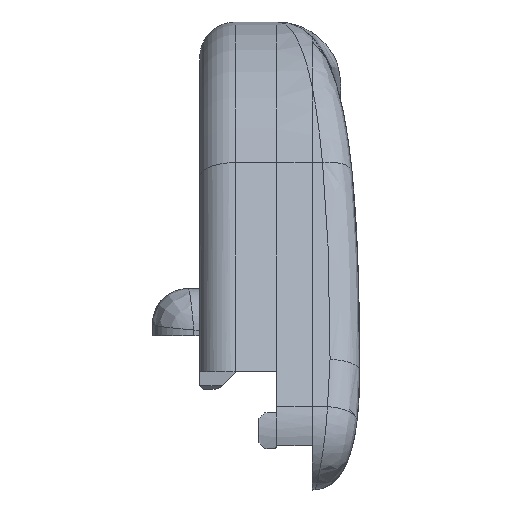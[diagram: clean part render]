
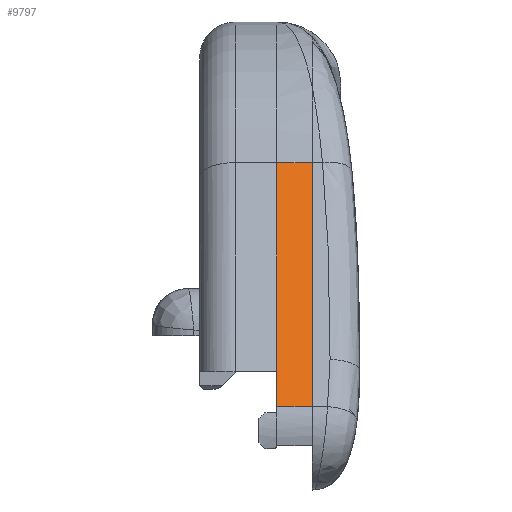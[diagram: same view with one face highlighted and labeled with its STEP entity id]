
A CAD part, front view. The second image highlights one B-rep face of the part: STEP entity #9797.
In plain terms, the highlighted planar face has unit normal (0, -0.913, 0.407).
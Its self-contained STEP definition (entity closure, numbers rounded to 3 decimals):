
#8494 = PLANE('',#8495);
#8495 = AXIS2_PLACEMENT_3D('',#8496,#8497,#8498);
#8496 = CARTESIAN_POINT('',(16.,-269.462,20.));
#8497 = DIRECTION('',(-1.,0.,0.));
#8498 = DIRECTION('',(0.,0.,-1.));
#8862 = EDGE_CURVE('',#8863,#8865,#8867,.T.);
#8863 = VERTEX_POINT('',#8864);
#8864 = CARTESIAN_POINT('',(16.,-159.745,20.));
#8865 = VERTEX_POINT('',#8866);
#8866 = CARTESIAN_POINT('',(16.,-162.386,14.067));
#8867 = SURFACE_CURVE('',#8868,(#8872,#8879),.PCURVE_S1.);
#8868 = LINE('',#8869,#8870);
#8869 = CARTESIAN_POINT('',(16.,-160.969,17.251));
#8870 = VECTOR('',#8871,1.);
#8871 = DIRECTION('',(0.,-0.407,-0.914));
#8872 = PCURVE('',#8494,#8873);
#8873 = DEFINITIONAL_REPRESENTATION('',(#8874),#8878);
#8874 = LINE('',#8875,#8876);
#8875 = CARTESIAN_POINT('',(2.749,-108.494));
#8876 = VECTOR('',#8877,1.);
#8877 = DIRECTION('',(0.914,0.407));
#8878 = ( GEOMETRIC_REPRESENTATION_CONTEXT(2) 
PARAMETRIC_REPRESENTATION_CONTEXT() REPRESENTATION_CONTEXT('2D SPACE',''
  ) );
#8879 = PCURVE('',#8880,#8885);
#8880 = PLANE('',#8881);
#8881 = AXIS2_PLACEMENT_3D('',#8882,#8883,#8884);
#8882 = CARTESIAN_POINT('',(30.,-144.042,55.269));
#8883 = DIRECTION('',(0.,-0.914,0.407));
#8884 = DIRECTION('',(0.,-0.407,-0.914));
#8885 = DEFINITIONAL_REPRESENTATION('',(#8886),#8890);
#8886 = LINE('',#8887,#8888);
#8887 = CARTESIAN_POINT('',(41.617,-14.));
#8888 = VECTOR('',#8889,1.);
#8889 = DIRECTION('',(1.,0.));
#8890 = ( GEOMETRIC_REPRESENTATION_CONTEXT(2) 
PARAMETRIC_REPRESENTATION_CONTEXT() REPRESENTATION_CONTEXT('2D SPACE',''
  ) );
#8908 = PLANE('',#8909);
#8909 = AXIS2_PLACEMENT_3D('',#8910,#8911,#8912);
#8910 = CARTESIAN_POINT('',(16.,-180.,-37.));
#8911 = DIRECTION('',(-1.,0.,0.));
#8912 = DIRECTION('',(0.,0.,1.));
#9597 = CYLINDRICAL_SURFACE('',#9598,10.);
#9598 = AXIS2_PLACEMENT_3D('',#9599,#9600,#9601);
#9599 = CARTESIAN_POINT('',(30.,-153.251,10.));
#9600 = DIRECTION('',(1.,0.,0.));
#9601 = DIRECTION('',(0.,-1.,0.));
#9786 = PLANE('',#9787);
#9787 = AXIS2_PLACEMENT_3D('',#9788,#9789,#9790);
#9788 = CARTESIAN_POINT('',(22.,-180.,-37.));
#9789 = DIRECTION('',(-1.,0.,0.));
#9790 = DIRECTION('',(0.,0.,1.));
#9797 = ADVANCED_FACE('',(#9798),#8880,.T.);
#9798 = FACE_BOUND('',#9799,.T.);
#9799 = EDGE_LOOP('',(#9800,#9830,#9851,#9852,#9875));
#9800 = ORIENTED_EDGE('',*,*,#9801,.T.);
#9801 = EDGE_CURVE('',#9802,#9804,#9806,.T.);
#9802 = VERTEX_POINT('',#9803);
#9803 = CARTESIAN_POINT('',(22.,-144.042,55.269));
#9804 = VERTEX_POINT('',#9805);
#9805 = CARTESIAN_POINT('',(16.,-144.042,55.269));
#9806 = SURFACE_CURVE('',#9807,(#9811,#9818),.PCURVE_S1.);
#9807 = LINE('',#9808,#9809);
#9808 = CARTESIAN_POINT('',(30.,-144.042,55.269));
#9809 = VECTOR('',#9810,1.);
#9810 = DIRECTION('',(-1.,0.,0.));
#9811 = PCURVE('',#8880,#9812);
#9812 = DEFINITIONAL_REPRESENTATION('',(#9813),#9817);
#9813 = LINE('',#9814,#9815);
#9814 = CARTESIAN_POINT('',(0.,0.));
#9815 = VECTOR('',#9816,1.);
#9816 = DIRECTION('',(-0.,-1.));
#9817 = ( GEOMETRIC_REPRESENTATION_CONTEXT(2) 
PARAMETRIC_REPRESENTATION_CONTEXT() REPRESENTATION_CONTEXT('2D SPACE',''
  ) );
#9818 = PCURVE('',#9819,#9824);
#9819 = CYLINDRICAL_SURFACE('',#9820,40.);
#9820 = AXIS2_PLACEMENT_3D('',#9821,#9822,#9823);
#9821 = CARTESIAN_POINT('',(30.,-107.5,39.));
#9822 = DIRECTION('',(1.,0.,0.));
#9823 = DIRECTION('',(0.,-1.,0.));
#9824 = DEFINITIONAL_REPRESENTATION('',(#9825),#9829);
#9825 = LINE('',#9826,#9827);
#9826 = CARTESIAN_POINT('',(-0.419,0.));
#9827 = VECTOR('',#9828,1.);
#9828 = DIRECTION('',(-0.,-1.));
#9829 = ( GEOMETRIC_REPRESENTATION_CONTEXT(2) 
PARAMETRIC_REPRESENTATION_CONTEXT() REPRESENTATION_CONTEXT('2D SPACE',''
  ) );
#9830 = ORIENTED_EDGE('',*,*,#9831,.T.);
#9831 = EDGE_CURVE('',#9804,#8863,#9832,.T.);
#9832 = SURFACE_CURVE('',#9833,(#9837,#9844),.PCURVE_S1.);
#9833 = LINE('',#9834,#9835);
#9834 = CARTESIAN_POINT('',(16.,-164.159,10.086));
#9835 = VECTOR('',#9836,1.);
#9836 = DIRECTION('',(0.,-0.407,-0.914));
#9837 = PCURVE('',#8880,#9838);
#9838 = DEFINITIONAL_REPRESENTATION('',(#9839),#9843);
#9839 = LINE('',#9840,#9841);
#9840 = CARTESIAN_POINT('',(49.459,-14.));
#9841 = VECTOR('',#9842,1.);
#9842 = DIRECTION('',(1.,0.));
#9843 = ( GEOMETRIC_REPRESENTATION_CONTEXT(2) 
PARAMETRIC_REPRESENTATION_CONTEXT() REPRESENTATION_CONTEXT('2D SPACE',''
  ) );
#9844 = PCURVE('',#8908,#9845);
#9845 = DEFINITIONAL_REPRESENTATION('',(#9846),#9850);
#9846 = LINE('',#9847,#9848);
#9847 = CARTESIAN_POINT('',(47.086,15.841));
#9848 = VECTOR('',#9849,1.);
#9849 = DIRECTION('',(-0.914,-0.407));
#9850 = ( GEOMETRIC_REPRESENTATION_CONTEXT(2) 
PARAMETRIC_REPRESENTATION_CONTEXT() REPRESENTATION_CONTEXT('2D SPACE',''
  ) );
#9851 = ORIENTED_EDGE('',*,*,#8862,.T.);
#9852 = ORIENTED_EDGE('',*,*,#9853,.F.);
#9853 = EDGE_CURVE('',#9854,#8865,#9856,.T.);
#9854 = VERTEX_POINT('',#9855);
#9855 = CARTESIAN_POINT('',(22.,-162.386,14.067));
#9856 = SURFACE_CURVE('',#9857,(#9861,#9868),.PCURVE_S1.);
#9857 = LINE('',#9858,#9859);
#9858 = CARTESIAN_POINT('',(30.,-162.386,14.067));
#9859 = VECTOR('',#9860,1.);
#9860 = DIRECTION('',(-1.,0.,0.));
#9861 = PCURVE('',#8880,#9862);
#9862 = DEFINITIONAL_REPRESENTATION('',(#9863),#9867);
#9863 = LINE('',#9864,#9865);
#9864 = CARTESIAN_POINT('',(45.101,0.));
#9865 = VECTOR('',#9866,1.);
#9866 = DIRECTION('',(-0.,-1.));
#9867 = ( GEOMETRIC_REPRESENTATION_CONTEXT(2) 
PARAMETRIC_REPRESENTATION_CONTEXT() REPRESENTATION_CONTEXT('2D SPACE',''
  ) );
#9868 = PCURVE('',#9597,#9869);
#9869 = DEFINITIONAL_REPRESENTATION('',(#9870),#9874);
#9870 = LINE('',#9871,#9872);
#9871 = CARTESIAN_POINT('',(-6.702,0.));
#9872 = VECTOR('',#9873,1.);
#9873 = DIRECTION('',(-0.,-1.));
#9874 = ( GEOMETRIC_REPRESENTATION_CONTEXT(2) 
PARAMETRIC_REPRESENTATION_CONTEXT() REPRESENTATION_CONTEXT('2D SPACE',''
  ) );
#9875 = ORIENTED_EDGE('',*,*,#9876,.F.);
#9876 = EDGE_CURVE('',#9802,#9854,#9877,.T.);
#9877 = SURFACE_CURVE('',#9878,(#9882,#9889),.PCURVE_S1.);
#9878 = LINE('',#9879,#9880);
#9879 = CARTESIAN_POINT('',(22.,-164.159,10.086));
#9880 = VECTOR('',#9881,1.);
#9881 = DIRECTION('',(0.,-0.407,-0.914));
#9882 = PCURVE('',#8880,#9883);
#9883 = DEFINITIONAL_REPRESENTATION('',(#9884),#9888);
#9884 = LINE('',#9885,#9886);
#9885 = CARTESIAN_POINT('',(49.459,-8.));
#9886 = VECTOR('',#9887,1.);
#9887 = DIRECTION('',(1.,0.));
#9888 = ( GEOMETRIC_REPRESENTATION_CONTEXT(2) 
PARAMETRIC_REPRESENTATION_CONTEXT() REPRESENTATION_CONTEXT('2D SPACE',''
  ) );
#9889 = PCURVE('',#9786,#9890);
#9890 = DEFINITIONAL_REPRESENTATION('',(#9891),#9895);
#9891 = LINE('',#9892,#9893);
#9892 = CARTESIAN_POINT('',(47.086,15.841));
#9893 = VECTOR('',#9894,1.);
#9894 = DIRECTION('',(-0.914,-0.407));
#9895 = ( GEOMETRIC_REPRESENTATION_CONTEXT(2) 
PARAMETRIC_REPRESENTATION_CONTEXT() REPRESENTATION_CONTEXT('2D SPACE',''
  ) );
